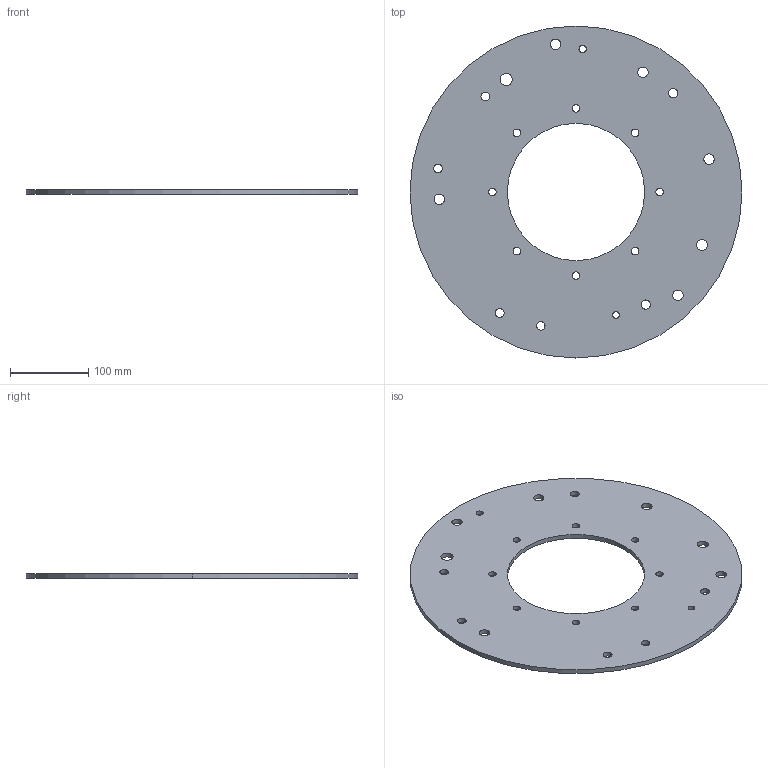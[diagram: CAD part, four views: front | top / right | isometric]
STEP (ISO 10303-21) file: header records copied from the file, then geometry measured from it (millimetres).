
FILE_DESCRIPTION (( 'STEP AP203' ), '1' );
FILE_NAME ('71B_nissan_bellhousing_adapterplate.STEP', '2022-05-12T15:01:52', ( '' ), ( '' ), 'SwSTEP 2.0', 'SolidWorks 2017', '' );
FILE_SCHEMA (( 'CONFIG_CONTROL_DESIGN' ));
Length unit declared in the file: millimetre
Products named in the file (1): 71B_nissan_bellhousing_adapterplate
Bounding box: 423.34 x 423.34 x 6 mm (x, y, z)
Volume: 686206.9 mm3; surface area: 244875.1 mm2
Topology: 1 solids, 1 shells, 52 faces, 150 edges, 100 vertices
Faces by surface type: cylinder 50, plane 2
Entity records: 1947 total; most frequent: DIRECTION 356, CARTESIAN_POINT 303, ORIENTED_EDGE 300, AXIS2_PLACEMENT_3D 153, EDGE_CURVE 150, EDGE_LOOP 100, VERTEX_POINT 100, CIRCLE 100
